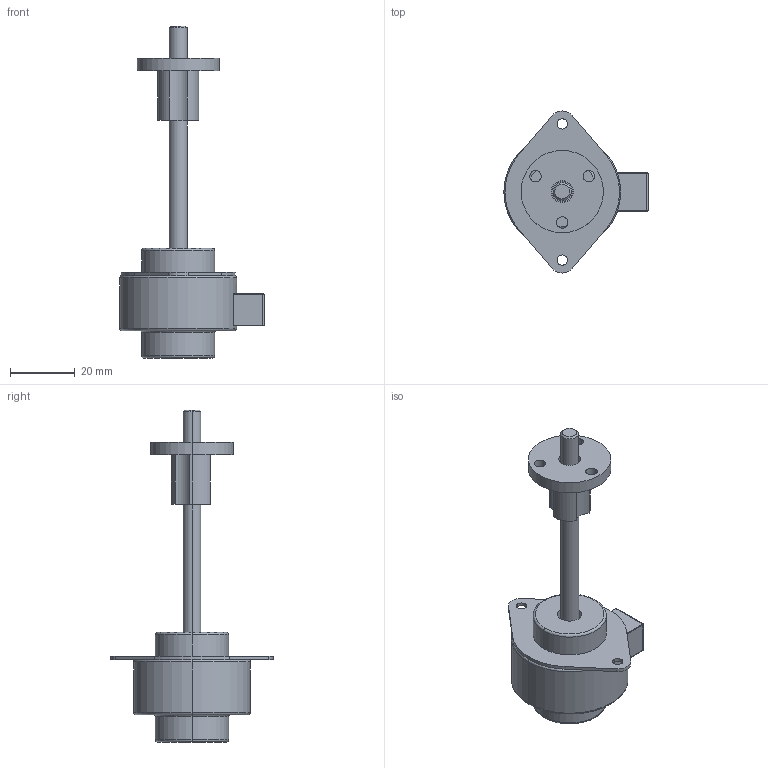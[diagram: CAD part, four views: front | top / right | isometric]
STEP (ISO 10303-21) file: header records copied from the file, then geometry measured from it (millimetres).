
FILE_DESCRIPTION (( 'STEP AP214' ), '1' );
FILE_NAME ('AMETEK-E37443-05-76-NW.STEP', '2022-07-18T02:54:28', ( '' ), ( '' ), 'SwSTEP 2.0', 'SolidWorks 2022', '' );
FILE_SCHEMA (( 'AUTOMOTIVE_DESIGN' ));
Length unit declared in the file: millimetre
Products named in the file (3): AMETEK-E37443-05-76-NW; G4 37000 External Linear Nut; G4 37000 External_Fully Extended
Assembly tree (2 placements, depth 2):
  AMETEK-E37443-05-76-NW
    G4 37000 External_Fully Extended
    G4 37000 External Linear Nut
Bounding box: 44.5 x 50.01 x 102.4 mm (x, y, z)
Volume: 29250.7 mm3; surface area: 10631.4 mm2
Topology: 2 solids, 2 shells, 130 faces, 316 edges, 202 vertices
Faces by surface type: plane 63, cylinder 51, torus 12, cone 2, bspline 2
Entity records: 4540 total; most frequent: CARTESIAN_POINT 729, DIRECTION 696, ORIENTED_EDGE 628, EDGE_CURVE 314, AXIS2_PLACEMENT_3D 257, VERTEX_POINT 202, LINE 182, VECTOR 182
